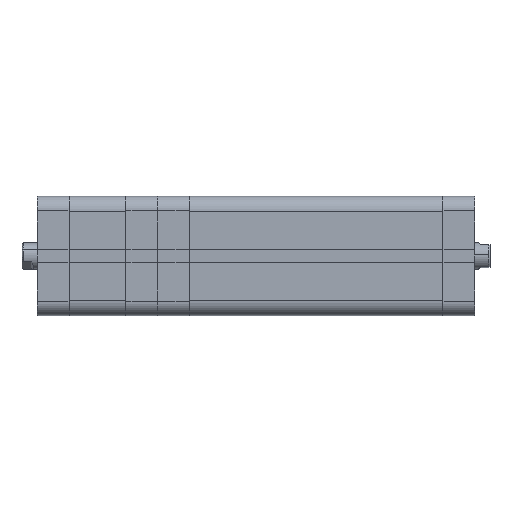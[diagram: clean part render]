
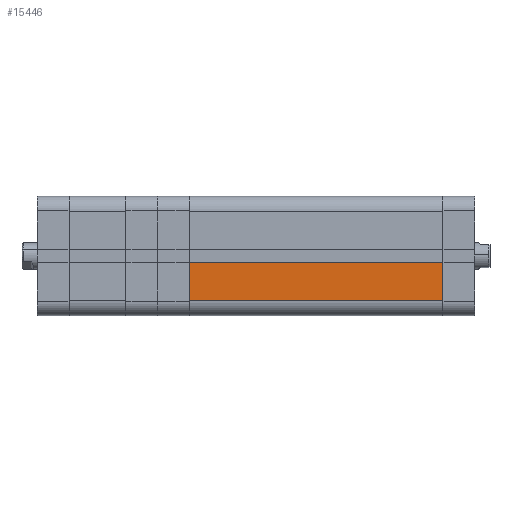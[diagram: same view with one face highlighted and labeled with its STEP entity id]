
A CAD part, front view. The second image highlights one B-rep face of the part: STEP entity #15446.
In plain terms, the highlighted planar face has unit normal (0, -1, 0).
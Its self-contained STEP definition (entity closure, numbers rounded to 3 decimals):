
#1313 = LINE ( 'NONE', #21568, #16768 ) ;
#1534 = DIRECTION ( 'NONE',  ( 0., 1., 0. ) ) ;
#2657 = VERTEX_POINT ( 'NONE', #35072 ) ;
#3875 = EDGE_CURVE ( 'NONE', #18557, #25284, #34472, .T. ) ;
#5322 = EDGE_CURVE ( 'NONE', #2657, #25284, #1313, .T. ) ;
#6951 = FACE_OUTER_BOUND ( 'NONE', #18386, .T. ) ;
#8159 = CARTESIAN_POINT ( 'NONE',  ( 0., -27.25, -27.25 ) ) ;
#9769 = CARTESIAN_POINT ( 'NONE',  ( 116., -27.25, -27.25 ) ) ;
#10301 = CARTESIAN_POINT ( 'NONE',  ( 116., -27.25, -27.25 ) ) ;
#11679 = ORIENTED_EDGE ( 'NONE', *, *, #5322, .T. ) ;
#12487 = ORIENTED_EDGE ( 'NONE', *, *, #3875, .F. ) ;
#13348 = CARTESIAN_POINT ( 'NONE',  ( 116., -27.25, -2.8 ) ) ;
#13413 = DIRECTION ( 'NONE',  ( -1., 0., 0. ) ) ;
#13659 = ORIENTED_EDGE ( 'NONE', *, *, #13779, .T. ) ;
#13779 = EDGE_CURVE ( 'NONE', #14988, #2657, #17250, .T. ) ;
#14485 = CARTESIAN_POINT ( 'NONE',  ( 0., -27.25, -2.8 ) ) ;
#14988 = VERTEX_POINT ( 'NONE', #14485 ) ;
#15446 = ADVANCED_FACE ( 'NONE', ( #6951 ), #29603, .F. ) ;
#15883 = DIRECTION ( 'NONE',  ( 0., 0., -1. ) ) ;
#16768 = VECTOR ( 'NONE', #21384, 1000. ) ;
#16825 = CARTESIAN_POINT ( 'NONE',  ( 116., -27.25, -20.45 ) ) ;
#17250 = LINE ( 'NONE', #8159, #20174 ) ;
#18386 = EDGE_LOOP ( 'NONE', ( #34800, #13659, #11679, #12487 ) ) ;
#18557 = VERTEX_POINT ( 'NONE', #13348 ) ;
#19848 = VECTOR ( 'NONE', #13413, 1000. ) ;
#20174 = VECTOR ( 'NONE', #33618, 1000. ) ;
#21384 = DIRECTION ( 'NONE',  ( 1., 0., 0. ) ) ;
#21568 = CARTESIAN_POINT ( 'NONE',  ( 116., -27.25, -20.45 ) ) ;
#24168 = CARTESIAN_POINT ( 'NONE',  ( 116.001, -27.25, -2.8 ) ) ;
#24939 = AXIS2_PLACEMENT_3D ( 'NONE', #10301, #1534, #26442 ) ;
#25284 = VERTEX_POINT ( 'NONE', #16825 ) ;
#26442 = DIRECTION ( 'NONE',  ( 0., 0., 1. ) ) ;
#27508 = LINE ( 'NONE', #24168, #19848 ) ;
#28501 = VECTOR ( 'NONE', #15883, 1000. ) ;
#29603 = PLANE ( 'NONE',  #24939 ) ;
#33618 = DIRECTION ( 'NONE',  ( 0., 0., -1. ) ) ;
#34472 = LINE ( 'NONE', #9769, #28501 ) ;
#34720 = EDGE_CURVE ( 'NONE', #18557, #14988, #27508, .T. ) ;
#34800 = ORIENTED_EDGE ( 'NONE', *, *, #34720, .T. ) ;
#35072 = CARTESIAN_POINT ( 'NONE',  ( 0., -27.25, -20.45 ) ) ;
